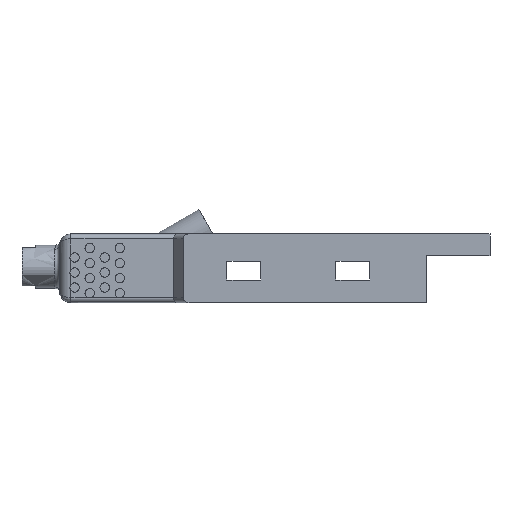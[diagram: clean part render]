
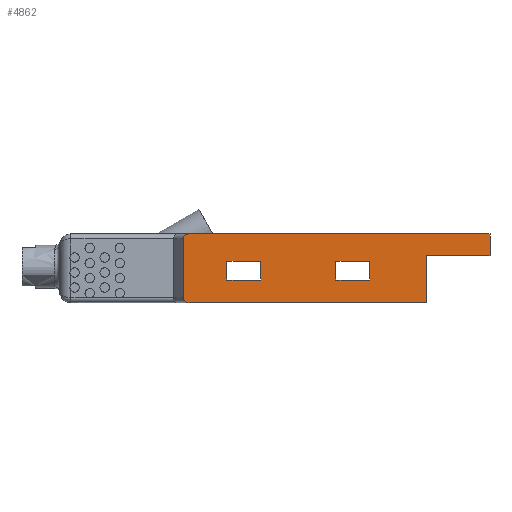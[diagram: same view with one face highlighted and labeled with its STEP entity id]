
A CAD part, front view. The second image highlights one B-rep face of the part: STEP entity #4862.
In plain terms, the highlighted planar face has unit normal (0, -1, 0).
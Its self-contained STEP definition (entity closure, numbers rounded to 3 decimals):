
#129=FACE_BOUND('',#1588,.T.);
#130=FACE_BOUND('',#1589,.T.);
#163=PLANE('',#5265);
#295=ELLIPSE('',#5263,0.307,0.25);
#296=ELLIPSE('',#5266,0.307,0.25);
#401=LINE('',#8201,#759);
#444=LINE('',#8651,#802);
#472=LINE('',#8799,#830);
#473=LINE('',#8802,#831);
#474=LINE('',#8804,#832);
#475=LINE('',#8805,#833);
#476=LINE('',#8808,#834);
#477=LINE('',#8810,#835);
#478=LINE('',#8812,#836);
#479=LINE('',#8813,#837);
#480=LINE('',#8816,#838);
#481=LINE('',#8818,#839);
#482=LINE('',#8820,#840);
#483=LINE('',#8821,#841);
#759=VECTOR('',#5697,10.);
#802=VECTOR('',#5908,10.);
#830=VECTOR('',#6070,10.);
#831=VECTOR('',#6073,10.);
#832=VECTOR('',#6074,10.);
#833=VECTOR('',#6075,10.);
#834=VECTOR('',#6076,10.);
#835=VECTOR('',#6077,10.);
#836=VECTOR('',#6078,10.);
#837=VECTOR('',#6079,10.);
#838=VECTOR('',#6080,10.);
#839=VECTOR('',#6081,10.);
#840=VECTOR('',#6082,10.);
#841=VECTOR('',#6083,10.);
#1228=FACE_OUTER_BOUND('',#1587,.T.);
#1587=EDGE_LOOP('',(#3952,#3953,#3954,#3955,#3956,#3957,#3958,#3959));
#1588=EDGE_LOOP('',(#3960,#3961,#3962,#3963));
#1589=EDGE_LOOP('',(#3964,#3965,#3966,#3967));
#2253=VERTEX_POINT('',#8198);
#2254=VERTEX_POINT('',#8200);
#2357=VERTEX_POINT('',#8648);
#2358=VERTEX_POINT('',#8650);
#2410=VERTEX_POINT('',#8793);
#2411=VERTEX_POINT('',#8798);
#2412=VERTEX_POINT('',#8801);
#2413=VERTEX_POINT('',#8803);
#2414=VERTEX_POINT('',#8806);
#2415=VERTEX_POINT('',#8807);
#2416=VERTEX_POINT('',#8809);
#2417=VERTEX_POINT('',#8811);
#2418=VERTEX_POINT('',#8814);
#2419=VERTEX_POINT('',#8815);
#2420=VERTEX_POINT('',#8817);
#2421=VERTEX_POINT('',#8819);
#2775=EDGE_CURVE('',#2253,#2254,#401,.T.);
#2909=EDGE_CURVE('',#2358,#2357,#444,.T.);
#2984=EDGE_CURVE('',#2410,#2253,#295,.T.);
#2985=EDGE_CURVE('',#2411,#2410,#472,.F.);
#2986=EDGE_CURVE('',#2358,#2411,#296,.T.);
#2987=EDGE_CURVE('',#2357,#2412,#473,.F.);
#2988=EDGE_CURVE('',#2412,#2413,#474,.T.);
#2989=EDGE_CURVE('',#2413,#2254,#475,.T.);
#2990=EDGE_CURVE('',#2414,#2415,#476,.F.);
#2991=EDGE_CURVE('',#2415,#2416,#477,.F.);
#2992=EDGE_CURVE('',#2416,#2417,#478,.F.);
#2993=EDGE_CURVE('',#2417,#2414,#479,.F.);
#2994=EDGE_CURVE('',#2418,#2419,#480,.F.);
#2995=EDGE_CURVE('',#2419,#2420,#481,.F.);
#2996=EDGE_CURVE('',#2420,#2421,#482,.F.);
#2997=EDGE_CURVE('',#2421,#2418,#483,.F.);
#3952=ORIENTED_EDGE('',*,*,#2984,.F.);
#3953=ORIENTED_EDGE('',*,*,#2985,.F.);
#3954=ORIENTED_EDGE('',*,*,#2986,.F.);
#3955=ORIENTED_EDGE('',*,*,#2909,.T.);
#3956=ORIENTED_EDGE('',*,*,#2987,.T.);
#3957=ORIENTED_EDGE('',*,*,#2988,.T.);
#3958=ORIENTED_EDGE('',*,*,#2989,.T.);
#3959=ORIENTED_EDGE('',*,*,#2775,.F.);
#3960=ORIENTED_EDGE('',*,*,#2990,.T.);
#3961=ORIENTED_EDGE('',*,*,#2991,.T.);
#3962=ORIENTED_EDGE('',*,*,#2992,.T.);
#3963=ORIENTED_EDGE('',*,*,#2993,.T.);
#3964=ORIENTED_EDGE('',*,*,#2994,.T.);
#3965=ORIENTED_EDGE('',*,*,#2995,.T.);
#3966=ORIENTED_EDGE('',*,*,#2996,.T.);
#3967=ORIENTED_EDGE('',*,*,#2997,.T.);
#4862=ADVANCED_FACE('',(#1228,#129,#130),#163,.T.);
#5263=AXIS2_PLACEMENT_3D('',#8795,#6064,#6065);
#5265=AXIS2_PLACEMENT_3D('',#8797,#6068,#6069);
#5266=AXIS2_PLACEMENT_3D('',#8800,#6071,#6072);
#5697=DIRECTION('',(1.,0.,0.));
#5908=DIRECTION('',(1.,0.,0.));
#6064=DIRECTION('center_axis',(0.,1.,0.));
#6065=DIRECTION('ref_axis',(-1.,0.,0.));
#6068=DIRECTION('center_axis',(0.,-1.,0.));
#6069=DIRECTION('ref_axis',(0.,0.,1.));
#6070=DIRECTION('',(0.,0.,-1.));
#6071=DIRECTION('center_axis',(0.,1.,0.));
#6072=DIRECTION('ref_axis',(-1.,0.,0.));
#6073=DIRECTION('',(0.,0.,-1.));
#6074=DIRECTION('',(1.,0.,0.));
#6075=DIRECTION('',(0.,0.,1.));
#6076=DIRECTION('',(0.,0.,-1.));
#6077=DIRECTION('',(-1.,0.,0.));
#6078=DIRECTION('',(0.,0.,1.));
#6079=DIRECTION('',(1.,0.,0.));
#6080=DIRECTION('',(0.,0.,-1.));
#6081=DIRECTION('',(-1.,0.,0.));
#6082=DIRECTION('',(0.,0.,1.));
#6083=DIRECTION('',(1.,0.,0.));
#8198=CARTESIAN_POINT('',(-16.014,-0.637,-0.085));
#8200=CARTESIAN_POINT('',(0.,-0.637,-0.085));
#8201=CARTESIAN_POINT('',(-7.5,-0.637,-0.085));
#8648=CARTESIAN_POINT('',(-3.4,-0.637,-3.735));
#8650=CARTESIAN_POINT('',(-16.014,-0.637,-3.735));
#8651=CARTESIAN_POINT('',(-15.,-0.637,-3.735));
#8793=CARTESIAN_POINT('',(-16.321,-0.637,-0.335));
#8795=CARTESIAN_POINT('Origin',(-16.014,-0.637,-0.335));
#8797=CARTESIAN_POINT('Origin',(-15.,-0.637,-3.735));
#8798=CARTESIAN_POINT('',(-16.321,-0.637,-3.485));
#8799=CARTESIAN_POINT('',(-16.321,-0.637,-3.735));
#8800=CARTESIAN_POINT('Origin',(-16.014,-0.637,-3.485));
#8801=CARTESIAN_POINT('',(-3.4,-0.637,-1.235));
#8802=CARTESIAN_POINT('',(-3.4,-0.637,-2.485));
#8803=CARTESIAN_POINT('',(0.,-0.637,-1.235));
#8804=CARTESIAN_POINT('',(-7.5,-0.637,-1.235));
#8805=CARTESIAN_POINT('',(0.,-0.637,-2.26));
#8806=CARTESIAN_POINT('',(-14.,-0.637,-2.535));
#8807=CARTESIAN_POINT('',(-14.,-0.637,-1.535));
#8808=CARTESIAN_POINT('',(-14.,-0.637,-2.635));
#8809=CARTESIAN_POINT('',(-12.2,-0.637,-1.535));
#8810=CARTESIAN_POINT('',(-13.6,-0.637,-1.535));
#8811=CARTESIAN_POINT('',(-12.2,-0.637,-2.535));
#8812=CARTESIAN_POINT('',(-12.2,-0.637,-3.135));
#8813=CARTESIAN_POINT('',(-14.5,-0.637,-2.535));
#8814=CARTESIAN_POINT('',(-8.2,-0.637,-2.535));
#8815=CARTESIAN_POINT('',(-8.2,-0.637,-1.535));
#8816=CARTESIAN_POINT('',(-8.2,-0.637,-2.635));
#8817=CARTESIAN_POINT('',(-6.4,-0.637,-1.535));
#8818=CARTESIAN_POINT('',(-10.7,-0.637,-1.535));
#8819=CARTESIAN_POINT('',(-6.4,-0.637,-2.535));
#8820=CARTESIAN_POINT('',(-6.4,-0.637,-3.135));
#8821=CARTESIAN_POINT('',(-11.6,-0.637,-2.535));
